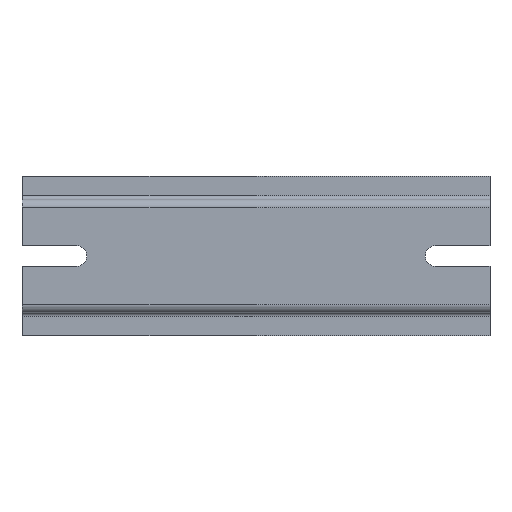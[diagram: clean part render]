
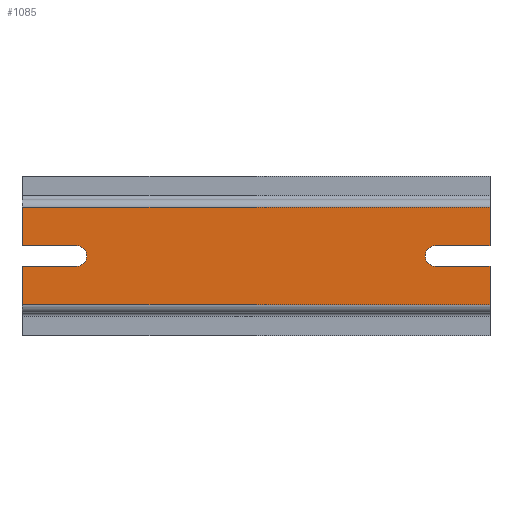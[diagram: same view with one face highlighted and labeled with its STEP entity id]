
A CAD part, top view. The second image highlights one B-rep face of the part: STEP entity #1085.
In plain terms, the highlighted planar face has unit normal (0, 0, 1).
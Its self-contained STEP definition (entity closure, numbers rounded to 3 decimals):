
#15 = EDGE_CURVE ( 'NONE', #839, #139, #1153, .T. ) ;
#51 = VERTEX_POINT ( 'NONE', #866 ) ;
#63 = EDGE_CURVE ( 'NONE', #770, #439, #1163, .T. ) ;
#70 = VERTEX_POINT ( 'NONE', #764 ) ;
#93 = VECTOR ( 'NONE', #1010, 1000. ) ;
#103 = DIRECTION ( 'NONE',  ( 1., 0., 0. ) ) ;
#112 = LINE ( 'NONE', #599, #1259 ) ;
#118 = DIRECTION ( 'NONE',  ( -1., 0., 0. ) ) ;
#125 = DIRECTION ( 'NONE',  ( 0., 1., 0. ) ) ;
#139 = VERTEX_POINT ( 'NONE', #195 ) ;
#177 = VECTOR ( 'NONE', #231, 1000. ) ;
#187 = CARTESIAN_POINT ( 'NONE',  ( -39.5, 17.5, 6.5 ) ) ;
#195 = CARTESIAN_POINT ( 'NONE',  ( -51.5, 6.8, 6.5 ) ) ;
#205 = LINE ( 'NONE', #479, #491 ) ;
#228 = LINE ( 'NONE', #1102, #93 ) ;
#231 = DIRECTION ( 'NONE',  ( 0., 1., 0. ) ) ;
#248 = VECTOR ( 'NONE', #1223, 1000. ) ;
#269 = EDGE_CURVE ( 'NONE', #354, #945, #328, .T. ) ;
#326 = ORIENTED_EDGE ( 'NONE', *, *, #747, .F. ) ;
#328 = LINE ( 'NONE', #335, #248 ) ;
#331 = ORIENTED_EDGE ( 'NONE', *, *, #527, .F. ) ;
#335 = CARTESIAN_POINT ( 'NONE',  ( 51.5, 28.2, 6.5 ) ) ;
#354 = VERTEX_POINT ( 'NONE', #619 ) ;
#417 = LINE ( 'NONE', #1127, #1196 ) ;
#439 = VERTEX_POINT ( 'NONE', #1023 ) ;
#442 = EDGE_CURVE ( 'NONE', #1138, #945, #417, .T. ) ;
#452 = AXIS2_PLACEMENT_3D ( 'NONE', #537, #739, #641 ) ;
#473 = EDGE_CURVE ( 'NONE', #1043, #1029, #228, .T. ) ;
#478 = CARTESIAN_POINT ( 'NONE',  ( 51.5, 19.75, 6.5 ) ) ;
#479 = CARTESIAN_POINT ( 'NONE',  ( 51.5, 15.25, 6.5 ) ) ;
#491 = VECTOR ( 'NONE', #974, 1000. ) ;
#504 = VECTOR ( 'NONE', #118, 1000. ) ;
#522 = ORIENTED_EDGE ( 'NONE', *, *, #1078, .T. ) ;
#527 = EDGE_CURVE ( 'NONE', #439, #70, #978, .T. ) ;
#537 = CARTESIAN_POINT ( 'NONE',  ( 51.5, 5., 6.5 ) ) ;
#561 = DIRECTION ( 'NONE',  ( 1., 0., 0. ) ) ;
#570 = CARTESIAN_POINT ( 'NONE',  ( 51.5, 6.8, 6.5 ) ) ;
#575 = DIRECTION ( 'NONE',  ( 0., 0., 1. ) ) ;
#591 = CARTESIAN_POINT ( 'NONE',  ( 51.5, 19.75, 6.5 ) ) ;
#599 = CARTESIAN_POINT ( 'NONE',  ( -51.5, 5., 6.5 ) ) ;
#612 = DIRECTION ( 'NONE',  ( 0., 1., 0. ) ) ;
#619 = CARTESIAN_POINT ( 'NONE',  ( 51.5, 28.2, 6.5 ) ) ;
#622 = CARTESIAN_POINT ( 'NONE',  ( -39.5, 15.25, 6.5 ) ) ;
#639 = DIRECTION ( 'NONE',  ( 0., 0., 1. ) ) ;
#641 = DIRECTION ( 'NONE',  ( 0., -1., 0. ) ) ;
#659 = DIRECTION ( 'NONE',  ( -1., 0., 0. ) ) ;
#666 = VECTOR ( 'NONE', #125, 1000. ) ;
#697 = LINE ( 'NONE', #1105, #504 ) ;
#715 = AXIS2_PLACEMENT_3D ( 'NONE', #187, #575, #103 ) ;
#723 = ORIENTED_EDGE ( 'NONE', *, *, #63, .F. ) ;
#739 = DIRECTION ( 'NONE',  ( 0., 0., 1. ) ) ;
#747 = EDGE_CURVE ( 'NONE', #70, #51, #205, .T. ) ;
#752 = EDGE_CURVE ( 'NONE', #1029, #900, #1219, .T. ) ;
#764 = CARTESIAN_POINT ( 'NONE',  ( 39.5, 15.25, 6.5 ) ) ;
#770 = VERTEX_POINT ( 'NONE', #591 ) ;
#778 = VECTOR ( 'NONE', #659, 1000. ) ;
#798 = DIRECTION ( 'NONE',  ( 0., 1., 0. ) ) ;
#839 = VERTEX_POINT ( 'NONE', #570 ) ;
#866 = CARTESIAN_POINT ( 'NONE',  ( 51.5, 15.25, 6.5 ) ) ;
#890 = EDGE_CURVE ( 'NONE', #139, #1043, #112, .T. ) ;
#900 = VERTEX_POINT ( 'NONE', #1076 ) ;
#905 = ORIENTED_EDGE ( 'NONE', *, *, #890, .F. ) ;
#910 = ORIENTED_EDGE ( 'NONE', *, *, #752, .F. ) ;
#916 = PLANE ( 'NONE',  #452 ) ;
#918 = VECTOR ( 'NONE', #1068, 1000. ) ;
#938 = CARTESIAN_POINT ( 'NONE',  ( 51.5, 5., 6.5 ) ) ;
#945 = VERTEX_POINT ( 'NONE', #982 ) ;
#949 = EDGE_CURVE ( 'NONE', #900, #1138, #697, .T. ) ;
#968 = CARTESIAN_POINT ( 'NONE',  ( 51.5, 6.8, 6.5 ) ) ;
#974 = DIRECTION ( 'NONE',  ( 1., 0., 0. ) ) ;
#978 = CIRCLE ( 'NONE', #1174, 2.25 ) ;
#982 = CARTESIAN_POINT ( 'NONE',  ( -51.5, 28.2, 6.5 ) ) ;
#999 = ORIENTED_EDGE ( 'NONE', *, *, #442, .F. ) ;
#1010 = DIRECTION ( 'NONE',  ( 1., 0., 0. ) ) ;
#1012 = LINE ( 'NONE', #938, #666 ) ;
#1019 = EDGE_LOOP ( 'NONE', ( #1118, #910, #1094, #905, #1237, #522, #326, #331, #723, #1124, #1241, #999 ) ) ;
#1023 = CARTESIAN_POINT ( 'NONE',  ( 39.5, 19.75, 6.5 ) ) ;
#1029 = VERTEX_POINT ( 'NONE', #622 ) ;
#1043 = VERTEX_POINT ( 'NONE', #1235 ) ;
#1059 = EDGE_CURVE ( 'NONE', #770, #354, #1130, .T. ) ;
#1068 = DIRECTION ( 'NONE',  ( -1., 0., 0. ) ) ;
#1071 = CARTESIAN_POINT ( 'NONE',  ( -51.5, 19.75, 6.5 ) ) ;
#1076 = CARTESIAN_POINT ( 'NONE',  ( -39.5, 19.75, 6.5 ) ) ;
#1078 = EDGE_CURVE ( 'NONE', #839, #51, #1012, .T. ) ;
#1085 = ADVANCED_FACE ( 'NONE', ( #1139 ), #916, .T. ) ;
#1094 = ORIENTED_EDGE ( 'NONE', *, *, #473, .F. ) ;
#1102 = CARTESIAN_POINT ( 'NONE',  ( -51.5, 15.25, 6.5 ) ) ;
#1105 = CARTESIAN_POINT ( 'NONE',  ( -51.5, 19.75, 6.5 ) ) ;
#1118 = ORIENTED_EDGE ( 'NONE', *, *, #949, .F. ) ;
#1124 = ORIENTED_EDGE ( 'NONE', *, *, #1059, .T. ) ;
#1127 = CARTESIAN_POINT ( 'NONE',  ( -51.5, 5., 6.5 ) ) ;
#1130 = LINE ( 'NONE', #1220, #177 ) ;
#1138 = VERTEX_POINT ( 'NONE', #1071 ) ;
#1139 = FACE_OUTER_BOUND ( 'NONE', #1019, .T. ) ;
#1153 = LINE ( 'NONE', #968, #918 ) ;
#1163 = LINE ( 'NONE', #478, #778 ) ;
#1174 = AXIS2_PLACEMENT_3D ( 'NONE', #1232, #639, #561 ) ;
#1196 = VECTOR ( 'NONE', #612, 1000. ) ;
#1219 = CIRCLE ( 'NONE', #715, 2.25 ) ;
#1220 = CARTESIAN_POINT ( 'NONE',  ( 51.5, 5., 6.5 ) ) ;
#1223 = DIRECTION ( 'NONE',  ( -1., 0., 0. ) ) ;
#1232 = CARTESIAN_POINT ( 'NONE',  ( 39.5, 17.5, 6.5 ) ) ;
#1235 = CARTESIAN_POINT ( 'NONE',  ( -51.5, 15.25, 6.5 ) ) ;
#1237 = ORIENTED_EDGE ( 'NONE', *, *, #15, .F. ) ;
#1241 = ORIENTED_EDGE ( 'NONE', *, *, #269, .T. ) ;
#1259 = VECTOR ( 'NONE', #798, 1000. ) ;
